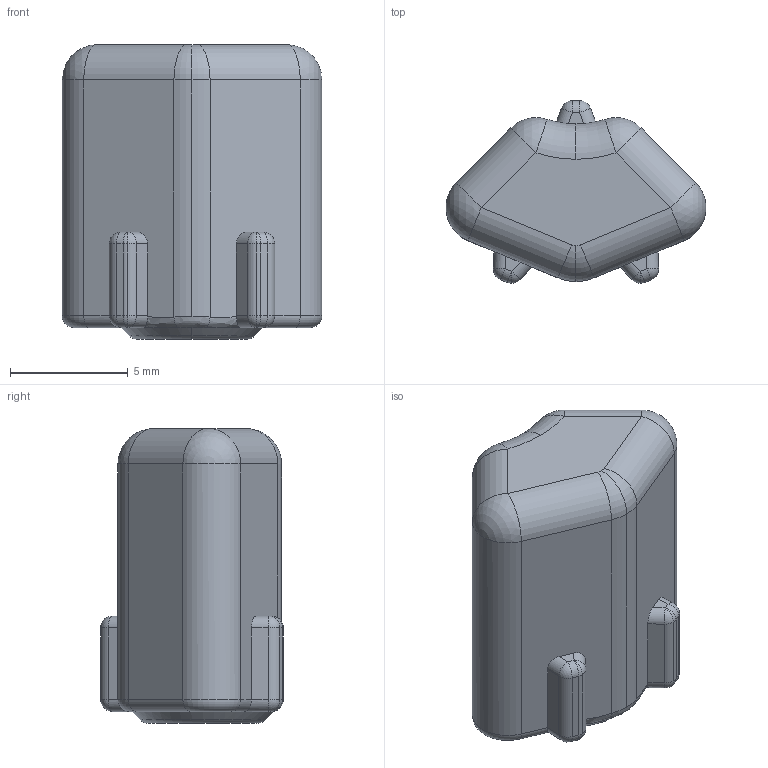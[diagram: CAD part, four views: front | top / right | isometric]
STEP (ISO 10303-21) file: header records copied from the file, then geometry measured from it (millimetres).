
FILE_DESCRIPTION (( 'STEP AP214' ), '1' );
FILE_NAME ('cpad_button.STEP', '2023-04-06T05:10:05', ( '' ), ( '' ), 'SwSTEP 2.0', 'SolidWorks 2021', '' );
FILE_SCHEMA (( 'AUTOMOTIVE_DESIGN' ));
Length unit declared in the file: millimetre
Products named in the file (1): cpad_button
Bounding box: 11.02 x 7.74 x 12.5 mm (x, y, z)
Volume: 664.9 mm3; surface area: 443.5 mm2
Topology: 1 solids, 1 shells, 101 faces, 234 edges, 129 vertices
Faces by surface type: cylinder 43, plane 21, sphere 20, torus 12, bspline 3, cone 2
Entity records: 2852 total; most frequent: CARTESIAN_POINT 608, DIRECTION 505, ORIENTED_EDGE 444, EDGE_CURVE 222, AXIS2_PLACEMENT_3D 208, VERTEX_POINT 123, CIRCLE 109, FACE_OUTER_BOUND 101
